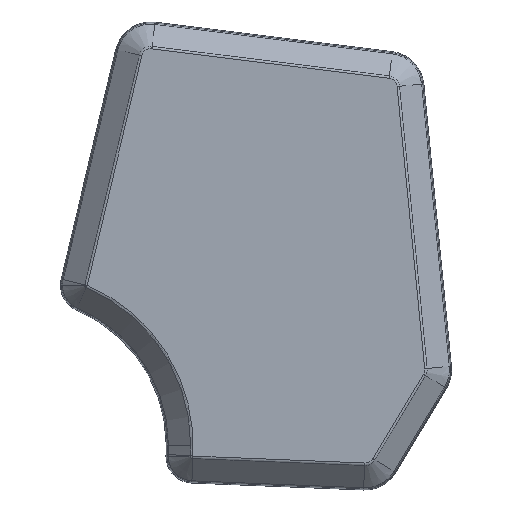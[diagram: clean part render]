
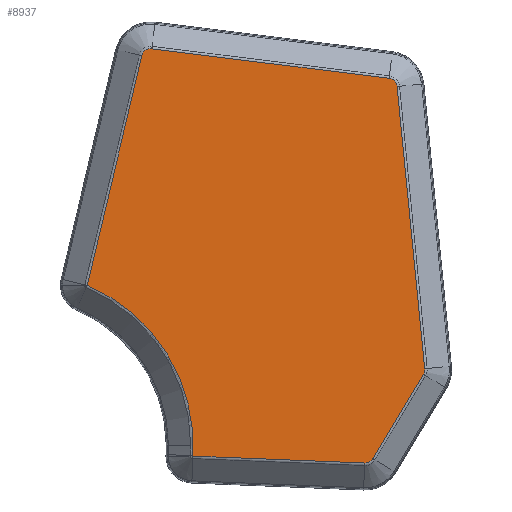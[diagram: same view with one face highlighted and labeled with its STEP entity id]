
A CAD part, top view. The second image highlights one B-rep face of the part: STEP entity #8937.
In plain terms, the highlighted planar face has unit normal (0, 0, 1).
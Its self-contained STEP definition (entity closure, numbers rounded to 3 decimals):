
#264 = LINE ( 'NONE', #9342, #19148 ) ;
#410 = CARTESIAN_POINT ( 'NONE',  ( 19.097, 45.007, 17.78 ) ) ;
#460 = DIRECTION ( 'NONE',  ( 0.514, 0.857, 0. ) ) ;
#495 = CIRCLE ( 'NONE', #11713, 2.561 ) ;
#633 = CARTESIAN_POINT ( 'NONE',  ( 106.201, 100.929, 17.78 ) ) ;
#692 = VERTEX_POINT ( 'NONE', #19241 ) ;
#715 = DIRECTION ( 'NONE',  ( 0., 0., 1. ) ) ;
#854 = AXIS2_PLACEMENT_3D ( 'NONE', #9580, #715, #11117 ) ;
#858 = DIRECTION ( 'NONE',  ( 0., 0., 1. ) ) ;
#946 = EDGE_CURVE ( 'NONE', #18943, #16520, #264, .T. ) ;
#1056 = EDGE_CURVE ( 'NONE', #14810, #18943, #495, .T. ) ;
#1097 = CIRCLE ( 'NONE', #16179, 0.021 ) ;
#1502 = ORIENTED_EDGE ( 'NONE', *, *, #2897, .T. ) ;
#1529 = DIRECTION ( 'NONE',  ( 0., 0., 1. ) ) ;
#1708 = CIRCLE ( 'NONE', #10699, 2.561 ) ;
#2232 = CARTESIAN_POINT ( 'NONE',  ( 106.201, 100.929, 17.78 ) ) ;
#2311 = ORIENTED_EDGE ( 'NONE', *, *, #12363, .T. ) ;
#2576 = ORIENTED_EDGE ( 'NONE', *, *, #946, .T. ) ;
#2687 = VERTEX_POINT ( 'NONE', #7121 ) ;
#2783 = CARTESIAN_POINT ( 'NONE',  ( 48.782, -2.985, 17.78 ) ) ;
#2897 = EDGE_CURVE ( 'NONE', #9702, #11629, #11574, .T. ) ;
#3278 = CARTESIAN_POINT ( 'NONE',  ( 97.097, -4.959, 17.78 ) ) ;
#3328 = CARTESIAN_POINT ( 'NONE',  ( 37.247, 111.506, 17.78 ) ) ;
#3700 = CARTESIAN_POINT ( 'NONE',  ( 48.804, -2.985, 17.78 ) ) ;
#4265 = VERTEX_POINT ( 'NONE', #2783 ) ;
#4582 = CIRCLE ( 'NONE', #14687, 0.021 ) ;
#4691 = ORIENTED_EDGE ( 'NONE', *, *, #12111, .T. ) ;
#4704 = DIRECTION ( 'NONE',  ( 0., 0., 1. ) ) ;
#4768 = AXIS2_PLACEMENT_3D ( 'NONE', #15957, #7013, #17437 ) ;
#4806 = EDGE_CURVE ( 'NONE', #16520, #5785, #1097, .T. ) ;
#5118 = FACE_OUTER_BOUND ( 'NONE', #14992, .T. ) ;
#5165 = DIRECTION ( 'NONE',  ( -1., 0., 0. ) ) ;
#5246 = CARTESIAN_POINT ( 'NONE',  ( 113.972, 21.555, 17.78 ) ) ;
#5781 = DIRECTION ( 'NONE',  ( 0., 0., 1. ) ) ;
#5785 = VERTEX_POINT ( 'NONE', #16122 ) ;
#5890 = ORIENTED_EDGE ( 'NONE', *, *, #14924, .T. ) ;
#5974 = EDGE_CURVE ( 'NONE', #2687, #4265, #10067, .T. ) ;
#6192 = CARTESIAN_POINT ( 'NONE',  ( 48.804, -2.985, 17.78 ) ) ;
#6204 = DIRECTION ( 'NONE',  ( 0.999, -0.04, 0. ) ) ;
#6399 = ORIENTED_EDGE ( 'NONE', *, *, #5974, .T. ) ;
#6428 = VECTOR ( 'NONE', #12258, 1000. ) ;
#6750 = DIRECTION ( 'NONE',  ( 0., 0., -1. ) ) ;
#6886 = LINE ( 'NONE', #3328, #6428 ) ;
#6990 = ORIENTED_EDGE ( 'NONE', *, *, #15654, .T. ) ;
#7002 = AXIS2_PLACEMENT_3D ( 'NONE', #3700, #14128, #5165 ) ;
#7013 = DIRECTION ( 'NONE',  ( 0., 0., -1. ) ) ;
#7121 = CARTESIAN_POINT ( 'NONE',  ( 48.782, -2.984, 17.78 ) ) ;
#7435 = CARTESIAN_POINT ( 'NONE',  ( 48.803, -3.007, 17.78 ) ) ;
#7593 = VECTOR ( 'NONE', #6204, 1000. ) ;
#7690 = DIRECTION ( 'NONE',  ( -1., 0., 0. ) ) ;
#7971 = LINE ( 'NONE', #18391, #11941 ) ;
#8893 = EDGE_CURVE ( 'NONE', #9367, #17725, #9537, .T. ) ;
#8937 = ADVANCED_FACE ( 'NONE', ( #5118 ), #17087, .F. ) ;
#9202 = DIRECTION ( 'NONE',  ( -0.231, -0.973, 0. ) ) ;
#9342 = CARTESIAN_POINT ( 'NONE',  ( 19.097, 45.007, 17.78 ) ) ;
#9367 = VERTEX_POINT ( 'NONE', #633 ) ;
#9505 = ORIENTED_EDGE ( 'NONE', *, *, #11063, .T. ) ;
#9537 = CIRCLE ( 'NONE', #854, 2.561 ) ;
#9580 = CARTESIAN_POINT ( 'NONE',  ( 103.652, 100.679, 17.78 ) ) ;
#9702 = VERTEX_POINT ( 'NONE', #7435 ) ;
#9747 = CARTESIAN_POINT ( 'NONE',  ( 19.118, 45.002, 17.78 ) ) ;
#9755 = LINE ( 'NONE', #2232, #13263 ) ;
#9813 = AXIS2_PLACEMENT_3D ( 'NONE', #15685, #6750, #17155 ) ;
#9820 = DIRECTION ( 'NONE',  ( 0., 0., 1. ) ) ;
#9873 = AXIS2_PLACEMENT_3D ( 'NONE', #6192, #16610, #7690 ) ;
#9888 = DIRECTION ( 'NONE',  ( -1., 0., 0. ) ) ;
#9967 = VERTEX_POINT ( 'NONE', #14220 ) ;
#10067 = CIRCLE ( 'NONE', #9873, 0.021 ) ;
#10475 = CARTESIAN_POINT ( 'NONE',  ( 97.2, -2.4, 17.78 ) ) ;
#10699 = AXIS2_PLACEMENT_3D ( 'NONE', #10475, #1529, #11979 ) ;
#11063 = EDGE_CURVE ( 'NONE', #16678, #9367, #9755, .T. ) ;
#11117 = DIRECTION ( 'NONE',  ( -1., 0., 0. ) ) ;
#11274 = DIRECTION ( 'NONE',  ( -1., 0., 0. ) ) ;
#11503 = ORIENTED_EDGE ( 'NONE', *, *, #19030, .T. ) ;
#11574 = LINE ( 'NONE', #3278, #7593 ) ;
#11629 = VERTEX_POINT ( 'NONE', #16114 ) ;
#11713 = AXIS2_PLACEMENT_3D ( 'NONE', #12800, #9820, #9888 ) ;
#11941 = VECTOR ( 'NONE', #460, 1000. ) ;
#11979 = DIRECTION ( 'NONE',  ( -1., 0., 0. ) ) ;
#12111 = EDGE_CURVE ( 'NONE', #13804, #2687, #18617, .T. ) ;
#12258 = DIRECTION ( 'NONE',  ( -0.992, 0.123, 0. ) ) ;
#12363 = EDGE_CURVE ( 'NONE', #5785, #13804, #4582, .T. ) ;
#12800 = CARTESIAN_POINT ( 'NONE',  ( 36.931, 108.964, 17.78 ) ) ;
#13263 = VECTOR ( 'NONE', #18671, 1000. ) ;
#13606 = CARTESIAN_POINT ( 'NONE',  ( 34.439, 109.557, 17.78 ) ) ;
#13646 = CARTESIAN_POINT ( 'NONE',  ( 19.118, 45.002, 17.78 ) ) ;
#13804 = VERTEX_POINT ( 'NONE', #17245 ) ;
#13926 = ORIENTED_EDGE ( 'NONE', *, *, #18145, .T. ) ;
#14128 = DIRECTION ( 'NONE',  ( 0., 0., 1. ) ) ;
#14220 = CARTESIAN_POINT ( 'NONE',  ( 113.619, 19.987, 17.78 ) ) ;
#14446 = CARTESIAN_POINT ( 'NONE',  ( 37.247, 111.506, 17.78 ) ) ;
#14687 = AXIS2_PLACEMENT_3D ( 'NONE', #13646, #4704, #15157 ) ;
#14748 = CARTESIAN_POINT ( 'NONE',  ( 111.423, 21.305, 17.78 ) ) ;
#14810 = VERTEX_POINT ( 'NONE', #14446 ) ;
#14886 = ORIENTED_EDGE ( 'NONE', *, *, #4806, .T. ) ;
#14924 = EDGE_CURVE ( 'NONE', #9967, #16678, #18221, .T. ) ;
#14992 = EDGE_LOOP ( 'NONE', ( #18637, #16875, #2576, #14886, #2311, #4691, #6399, #6990, #1502, #13926, #11503, #5890, #9505, #17957 ) ) ;
#15072 = CARTESIAN_POINT ( 'NONE',  ( 103.967, 103.221, 17.78 ) ) ;
#15157 = DIRECTION ( 'NONE',  ( -1., 0., 0. ) ) ;
#15595 = CIRCLE ( 'NONE', #7002, 0.021 ) ;
#15654 = EDGE_CURVE ( 'NONE', #4265, #9702, #15595, .T. ) ;
#15685 = CARTESIAN_POINT ( 'NONE',  ( 48.804, -2.985, 17.78 ) ) ;
#15957 = CARTESIAN_POINT ( 'NONE',  ( 0., 0., 17.78 ) ) ;
#16114 = CARTESIAN_POINT ( 'NONE',  ( 97.097, -4.959, 17.78 ) ) ;
#16122 = CARTESIAN_POINT ( 'NONE',  ( 19.097, 45.002, 17.78 ) ) ;
#16179 = AXIS2_PLACEMENT_3D ( 'NONE', #9747, #858, #11274 ) ;
#16250 = DIRECTION ( 'NONE',  ( -1., 0., 0. ) ) ;
#16516 = EDGE_CURVE ( 'NONE', #17725, #14810, #6886, .T. ) ;
#16520 = VERTEX_POINT ( 'NONE', #410 ) ;
#16610 = DIRECTION ( 'NONE',  ( 0., 0., 1. ) ) ;
#16678 = VERTEX_POINT ( 'NONE', #5246 ) ;
#16875 = ORIENTED_EDGE ( 'NONE', *, *, #1056, .T. ) ;
#17087 = PLANE ( 'NONE',  #9813 ) ;
#17155 = DIRECTION ( 'NONE',  ( -1., 0., 0. ) ) ;
#17245 = CARTESIAN_POINT ( 'NONE',  ( 19.11, 44.983, 17.78 ) ) ;
#17437 = DIRECTION ( 'NONE',  ( -1., 0., 0. ) ) ;
#17725 = VERTEX_POINT ( 'NONE', #15072 ) ;
#17957 = ORIENTED_EDGE ( 'NONE', *, *, #8893, .T. ) ;
#18145 = EDGE_CURVE ( 'NONE', #11629, #692, #1708, .T. ) ;
#18221 = CIRCLE ( 'NONE', #18876, 2.561 ) ;
#18391 = CARTESIAN_POINT ( 'NONE',  ( 113.619, 19.987, 17.78 ) ) ;
#18617 = CIRCLE ( 'NONE', #4768, 48.874 ) ;
#18637 = ORIENTED_EDGE ( 'NONE', *, *, #16516, .T. ) ;
#18671 = DIRECTION ( 'NONE',  ( -0.097, 0.995, 0. ) ) ;
#18876 = AXIS2_PLACEMENT_3D ( 'NONE', #14748, #5781, #16250 ) ;
#18943 = VERTEX_POINT ( 'NONE', #13606 ) ;
#19030 = EDGE_CURVE ( 'NONE', #692, #9967, #7971, .T. ) ;
#19148 = VECTOR ( 'NONE', #9202, 1000. ) ;
#19241 = CARTESIAN_POINT ( 'NONE',  ( 99.396, -3.718, 17.78 ) ) ;
